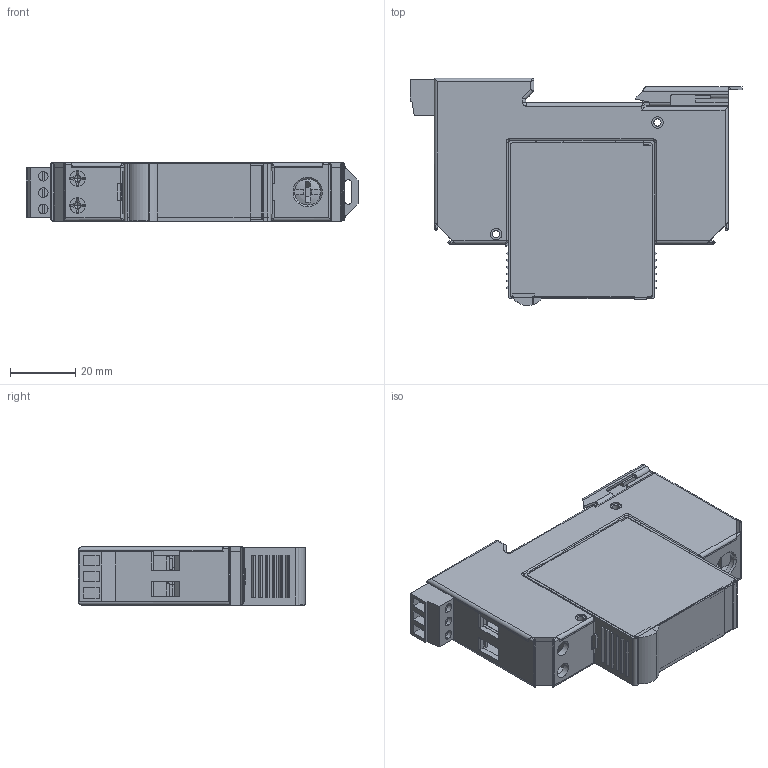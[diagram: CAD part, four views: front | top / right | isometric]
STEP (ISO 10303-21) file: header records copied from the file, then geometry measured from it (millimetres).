
FILE_DESCRIPTION((''),'2;1');
FILE_NAME('50801_CMR_ASM','2023-12-20T15:17:31',('sebastjan.kamensek'),('Audax d.o.o.'),'CREO PARAMETRIC BY PTC INC, 2023014','CREO PARAMETRIC BY PTC INC, 2023014','');
FILE_SCHEMA(('AP242_MANAGED_MODEL_BASED_3D_ENGINEERING_MIM_LF { 1 0 10303 442 1 1 4 }'));
Products named in the file (32): 322142103; 122051113_ASM; 322006105; 322142104; 631000349_KLETKA; 631000349_VIJAK; 631000349_ASM; 122240201_ASM; 900000517_AF0; 507702113_AF0; 507702114_AF0; 322003200_ASM; 322001103; 501000112; 520000003; 631000020; OHISJE_MODULA_PROTEC_CM_1-1_A; ODKLOPNIK_SP_A; VZMET_PRO_A; ODKLOPNIK_ZG_A; U_KONTAKT_A; POVEZAVA_A_; POVEZAVA_A_A; LECKA_A; TRAK_OZNACEVALNI_CRN_A; POKROVCEK_PROTEC_A; LISTIC-ZELEN_A; ZVEZDA_PLASTIKA_A; KONTAKT_LOCITVENI_2_122014110_A; POKROVCEK_PROTEC_B; MODUL_PROTEC_CM_1-1_A_ASM; 50801_CMR_ASM
Assembly tree (36 placements, depth 3):
  50801_CMR_ASM
    322142103
    122051113_ASM  x2
    322006105
    322142104
    631000349_ASM  x2
      631000349_KLETKA
      631000349_VIJAK
    122240201_ASM
    322003200_ASM
      900000517_AF0
      507702113_AF0
      507702114_AF0
    322001103
    501000112
    520000003
    631000020
    MODUL_PROTEC_CM_1-1_A_ASM
      OHISJE_MODULA_PROTEC_CM_1-1_A
      ODKLOPNIK_SP_A
      VZMET_PRO_A  x2
      ODKLOPNIK_ZG_A
      U_KONTAKT_A
      POVEZAVA_A_
      POVEZAVA_A_A
      LECKA_A
      TRAK_OZNACEVALNI_CRN_A
      POKROVCEK_PROTEC_A
      LISTIC-ZELEN_A  x2
      ZVEZDA_PLASTIKA_A
      KONTAKT_LOCITVENI_2_122014110_A  x2
      POKROVCEK_PROTEC_B
Bounding box: 101.65 x 69.54 x 17.8 mm (x, y, z)
Volume: 38696.1 mm3; surface area: 63484.3 mm2
Topology: 31 solids, 31 shells, 2357 faces, 6182 edges, 3940 vertices
Faces by surface type: plane 1699, cylinder 525, bspline 62, torus 28, cone 26, sphere 17
Entity records: 88241 total; most frequent: CARTESIAN_POINT 21810, ORIENTED_EDGE 11604, DIRECTION 11118, EDGE_CURVE 5802, VECTOR 4588, LINE 4588, VERTEX_POINT 3750, AXIS2_PLACEMENT_3D 3265
